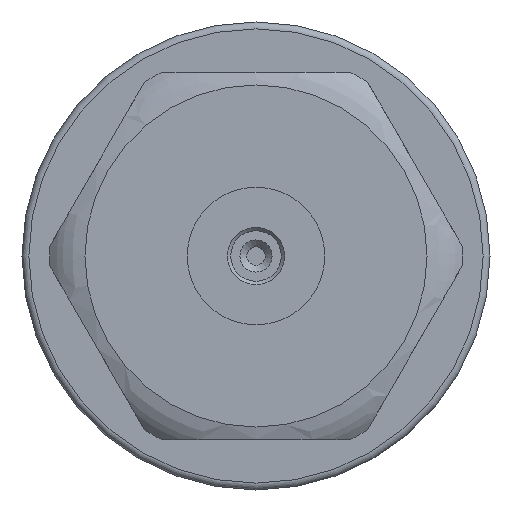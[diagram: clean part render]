
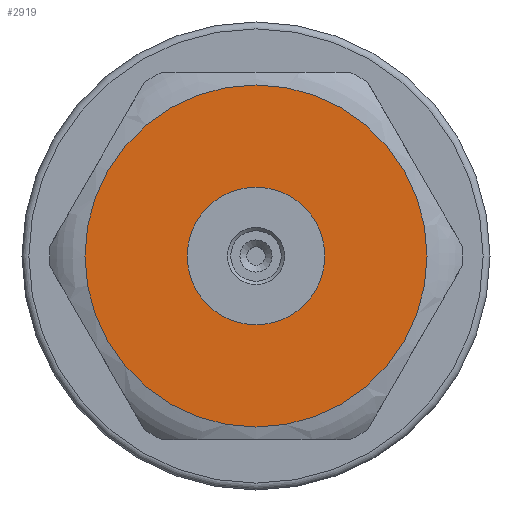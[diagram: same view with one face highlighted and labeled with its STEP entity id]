
A CAD part, left-side view. The second image highlights one B-rep face of the part: STEP entity #2919.
In plain terms, the highlighted planar face has unit normal (-1, 0, 0).
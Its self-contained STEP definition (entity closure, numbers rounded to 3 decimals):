
#91=PLANE('',#3211);
#860=ORIENTED_EDGE('',*,*,#1640,.F.);
#861=ORIENTED_EDGE('',*,*,#1633,.F.);
#1633=EDGE_CURVE('',#2008,#2008,#2225,.F.);
#1640=EDGE_CURVE('',#2009,#2009,#2232,.T.);
#2008=VERTEX_POINT('',#11747);
#2009=VERTEX_POINT('',#11756);
#2225=CIRCLE('',#3204,3.728);
#2232=CIRCLE('',#3212,1.5);
#2390=EDGE_LOOP('',(#860));
#2391=EDGE_LOOP('',(#861));
#2651=FACE_BOUND('',#2390,.T.);
#2652=FACE_BOUND('',#2391,.T.);
#2919=ADVANCED_FACE('',(#2651,#2652),#91,.T.);
#3204=AXIS2_PLACEMENT_3D('',#11746,#3635,#3636);
#3211=AXIS2_PLACEMENT_3D('',#11754,#3649,#3650);
#3212=AXIS2_PLACEMENT_3D('',#11755,#3651,#3652);
#3635=DIRECTION('',(-1.,0.,0.));
#3636=DIRECTION('',(0.,0.,1.));
#3649=DIRECTION('',(-1.,0.,0.));
#3650=DIRECTION('',(0.,0.,1.));
#3651=DIRECTION('',(-1.,0.,0.));
#3652=DIRECTION('',(0.,0.,1.));
#11746=CARTESIAN_POINT('',(-3.4,0.,0.));
#11747=CARTESIAN_POINT('',(-3.4,0.,3.728));
#11754=CARTESIAN_POINT('',(-3.4,0.,0.));
#11755=CARTESIAN_POINT('',(-3.4,0.,0.));
#11756=CARTESIAN_POINT('',(-3.4,0.,1.5));
